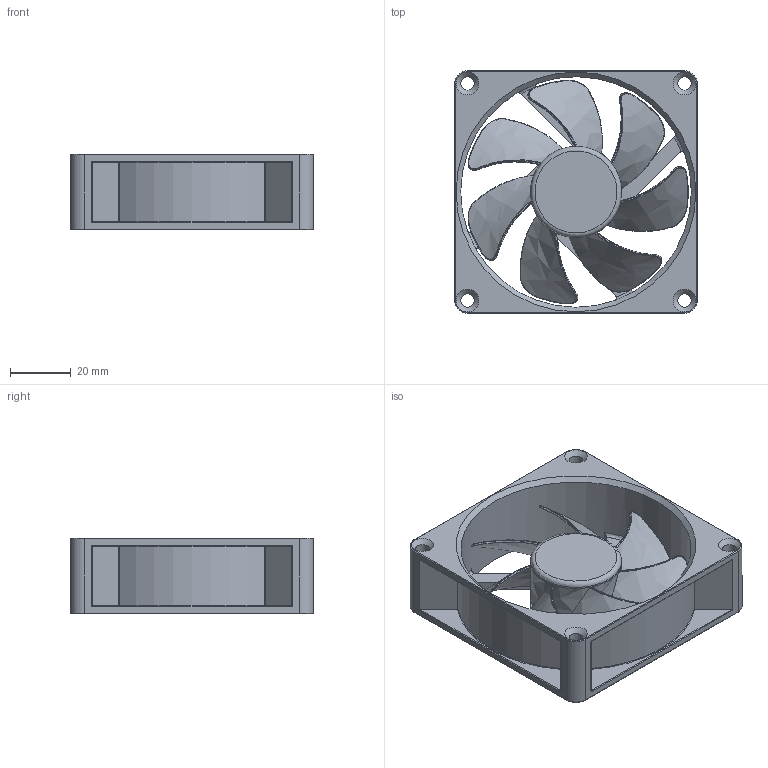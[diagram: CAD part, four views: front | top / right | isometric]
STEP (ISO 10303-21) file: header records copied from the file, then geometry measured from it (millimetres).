
FILE_DESCRIPTION(/* description */ (''),/* implementation_level */ '2;1');
FILE_NAME(/* name */ 'sunon_fan_red.stp',/* time_stamp */ '2015-11-18T23:59:35+02:00',/* author */ ('Venci'),/* organization */ (''),/* preprocessor_version */ 'ST-DEVELOPER v15.6',/* originating_system */ 'Autodesk Inventor 2015',/* authorisation */ '');
FILE_SCHEMA (('AUTOMOTIVE_DESIGN { 1 0 10303 214 3 1 1 }'));
Length unit declared in the file: millimetre
Products named in the file (3): sunon_frame; sunon_blade_80; sunon_fan_red
Bounding box: 80 x 80 x 25 mm (x, y, z)
Volume: 36101.8 mm3; surface area: 35021.4 mm2
Topology: 2 solids, 2 shells, 294 faces, 704 edges, 418 vertices
Faces by surface type: bspline 128, cylinder 75, plane 43, torus 23, sphere 16, cone 9
Full cylindrical faces by diameter (mm): 4.5 x4, 27 x1, 28 x1, 30 x1, 76 x1
Entity records: 13135 total; most frequent: CARTESIAN_POINT 6689, ORIENTED_EDGE 1364, DIRECTION 1073, EDGE_CURVE 682, AXIS2_PLACEMENT_3D 465, VERTEX_POINT 416, EDGE_LOOP 334, STYLED_ITEM 296
